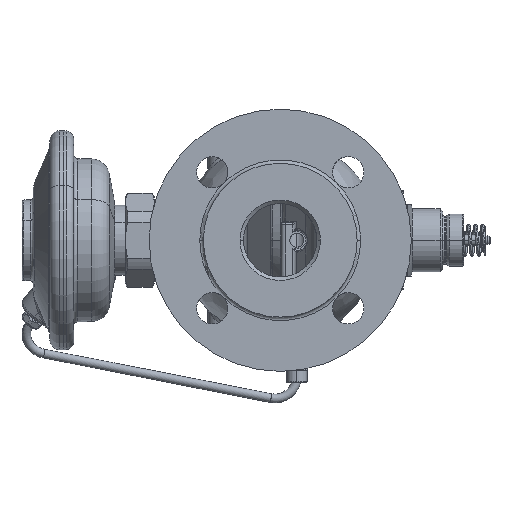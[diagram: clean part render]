
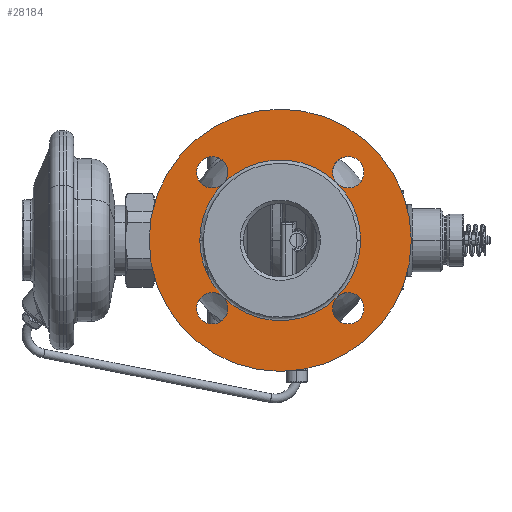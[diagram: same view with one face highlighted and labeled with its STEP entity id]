
A CAD part, left-side view. The second image highlights one B-rep face of the part: STEP entity #28184.
In plain terms, the highlighted planar face has unit normal (-1, 0, 0).
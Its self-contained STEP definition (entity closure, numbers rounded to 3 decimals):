
#6784=CARTESIAN_POINT('',(-98.,-2.909,
38.891));
#6785=DIRECTION('',(-1.,0.,0.));
#6786=DIRECTION('',(0.,0.,1.));
#6787=AXIS2_PLACEMENT_3D('',#6784,#6785,#6786);
#6789=CARTESIAN_POINT('',(-98.,-2.909,
38.891));
#6790=DIRECTION('',(-1.,0.,0.));
#6791=DIRECTION('',(0.,0.,-1.));
#6792=AXIS2_PLACEMENT_3D('',#6789,#6790,#6791);
#6794=CARTESIAN_POINT('',(-98.,-41.8,0.));
#6795=DIRECTION('',(-1.,0.,0.));
#6796=DIRECTION('',(0.,0.707,0.707));
#6797=AXIS2_PLACEMENT_3D('',#6794,#6795,#6796);
#6799=CARTESIAN_POINT('',(-98.,-41.8,0.));
#6800=DIRECTION('',(1.,0.,0.));
#6801=DIRECTION('',(0.,0.707,-0.707));
#6802=AXIS2_PLACEMENT_3D('',#6799,#6800,#6801);
#6804=CARTESIAN_POINT('',(-98.,-2.909,
-38.891));
#6805=DIRECTION('',(-1.,0.,0.));
#6806=DIRECTION('',(0.,-0.707,0.707));
#6807=AXIS2_PLACEMENT_3D('',#6804,#6805,#6806);
#6809=CARTESIAN_POINT('',(-98.,-2.909,
-38.891));
#6810=DIRECTION('',(-1.,0.,0.));
#6811=DIRECTION('',(0.,0.,1.));
#6812=AXIS2_PLACEMENT_3D('',#6809,#6810,#6811);
#6814=CARTESIAN_POINT('',(-98.,-2.909,
-38.891));
#6815=DIRECTION('',(-1.,0.,0.));
#6816=DIRECTION('',(0.,0.,-1.));
#6817=AXIS2_PLACEMENT_3D('',#6814,#6815,#6816);
#6819=CARTESIAN_POINT('',(-98.,-41.8,0.));
#6820=DIRECTION('',(1.,0.,0.));
#6821=DIRECTION('',(0.,-0.707,-0.707));
#6822=AXIS2_PLACEMENT_3D('',#6819,#6820,#6821);
#6824=CARTESIAN_POINT('',(-98.,-80.691,
-38.891));
#6825=DIRECTION('',(-1.,0.,0.));
#6826=DIRECTION('',(0.,0.707,0.707));
#6827=AXIS2_PLACEMENT_3D('',#6824,#6825,#6826);
#6829=CARTESIAN_POINT('',(-98.,-80.691,
-38.891));
#6830=DIRECTION('',(-1.,0.,0.));
#6831=DIRECTION('',(0.,0.,-1.));
#6832=AXIS2_PLACEMENT_3D('',#6829,#6830,#6831);
#6834=CARTESIAN_POINT('',(-98.,-80.691,
-38.891));
#6835=DIRECTION('',(-1.,0.,0.));
#6836=DIRECTION('',(0.,0.,1.));
#6837=AXIS2_PLACEMENT_3D('',#6834,#6835,#6836);
#6839=CARTESIAN_POINT('',(-98.,-41.8,0.));
#6840=DIRECTION('',(1.,0.,0.));
#6841=DIRECTION('',(0.,-1.,0.));
#6842=AXIS2_PLACEMENT_3D('',#6839,#6840,#6841);
#6844=CARTESIAN_POINT('',(-98.,-41.8,0.));
#6845=DIRECTION('',(-1.,0.,0.));
#6846=DIRECTION('',(0.,-1.,0.));
#6847=AXIS2_PLACEMENT_3D('',#6844,#6845,#6846);
#6849=CARTESIAN_POINT('',(-98.,-80.691,
38.891));
#6850=DIRECTION('',(-1.,0.,0.));
#6851=DIRECTION('',(0.,0.707,-0.707));
#6852=AXIS2_PLACEMENT_3D('',#6849,#6850,#6851);
#6854=CARTESIAN_POINT('',(-98.,-80.691,
38.891));
#6855=DIRECTION('',(-1.,0.,0.));
#6856=DIRECTION('',(0.,0.,-1.));
#6857=AXIS2_PLACEMENT_3D('',#6854,#6855,#6856);
#6859=CARTESIAN_POINT('',(-98.,-80.691,
38.891));
#6860=DIRECTION('',(-1.,0.,0.));
#6861=DIRECTION('',(0.,0.,1.));
#6862=AXIS2_PLACEMENT_3D('',#6859,#6860,#6861);
#6864=CARTESIAN_POINT('',(-98.,-41.8,0.));
#6865=DIRECTION('',(-1.,0.,0.));
#6866=DIRECTION('',(0.,-0.707,0.707));
#6867=AXIS2_PLACEMENT_3D('',#6864,#6865,#6866);
#6869=CARTESIAN_POINT('',(-98.,-2.909,
38.891));
#6870=DIRECTION('',(-1.,0.,0.));
#6871=DIRECTION('',(0.,-0.707,-0.707));
#6872=AXIS2_PLACEMENT_3D('',#6869,#6870,#6871);
#6874=CARTESIAN_POINT('',(-98.,-41.8,0.));
#6875=DIRECTION('',(-1.,0.,0.));
#6876=DIRECTION('',(0.,-1.,0.));
#6877=AXIS2_PLACEMENT_3D('',#6874,#6875,#6876);
#6887=CARTESIAN_POINT('',(-98.,-41.8,0.));
#6888=DIRECTION('',(1.,0.,0.));
#6889=DIRECTION('',(0.,-1.,0.));
#6890=AXIS2_PLACEMENT_3D('',#6887,#6888,#6889);
#16407=CARTESIAN_POINT('',(-98.,-87.8,0.));
#16409=VERTEX_POINT('',#16407);
#16410=CARTESIAN_POINT('',(-98.,-116.8,0.));
#16412=VERTEX_POINT('',#16410);
#16449=CARTESIAN_POINT('',(-98.,4.2,0.));
#16451=VERTEX_POINT('',#16449);
#16452=CARTESIAN_POINT('',(-98.,33.2,0.));
#16454=VERTEX_POINT('',#16452);
#16952=CARTESIAN_POINT('',(-98.,-2.909,
47.891));
#16953=CARTESIAN_POINT('',(-98.,-2.909,
29.891));
#16954=VERTEX_POINT('',#16952);
#16955=VERTEX_POINT('',#16953);
#16956=CARTESIAN_POINT('',(-98.,-9.273,
32.527));
#16957=VERTEX_POINT('',#16956);
#16958=CARTESIAN_POINT('',(-98.,-2.909,
-29.891));
#16959=CARTESIAN_POINT('',(-98.,-2.909,
-47.891));
#16960=VERTEX_POINT('',#16958);
#16961=VERTEX_POINT('',#16959);
#16962=CARTESIAN_POINT('',(-98.,-9.273,
-32.527));
#16963=VERTEX_POINT('',#16962);
#16964=CARTESIAN_POINT('',(-98.,-80.691,
-29.891));
#16965=CARTESIAN_POINT('',(-98.,-74.327,
-32.527));
#16966=VERTEX_POINT('',#16964);
#16967=VERTEX_POINT('',#16965);
#16968=CARTESIAN_POINT('',(-98.,-80.691,
-47.891));
#16969=VERTEX_POINT('',#16968);
#16970=CARTESIAN_POINT('',(-98.,-80.691,
47.891));
#16971=CARTESIAN_POINT('',(-98.,-74.327,
32.527));
#16972=VERTEX_POINT('',#16970);
#16973=VERTEX_POINT('',#16971);
#16974=CARTESIAN_POINT('',(-98.,-80.691,
29.891));
#16975=VERTEX_POINT('',#16974);
#28138=CARTESIAN_POINT('',(-98.,-41.8,0.));
#28139=DIRECTION('',(-1.,0.,0.));
#28140=DIRECTION('',(0.,1.,0.));
#28141=AXIS2_PLACEMENT_3D('',#28138,#28139,#28140);
#28142=PLANE('',#28141);
#28144=ORIENTED_EDGE('',*,*,#28143,.F.);
#28146=ORIENTED_EDGE('',*,*,#28145,.T.);
#28147=EDGE_LOOP('',(#28144,#28146));
#28148=FACE_OUTER_BOUND('',#28147,.F.);
#28150=ORIENTED_EDGE('',*,*,#28149,.T.);
#28152=ORIENTED_EDGE('',*,*,#28151,.T.);
#28153=ORIENTED_EDGE('',*,*,#28131,.T.);
#28155=ORIENTED_EDGE('',*,*,#28154,.F.);
#28157=ORIENTED_EDGE('',*,*,#28156,.T.);
#28159=ORIENTED_EDGE('',*,*,#28158,.T.);
#28161=ORIENTED_EDGE('',*,*,#28160,.T.);
#28163=ORIENTED_EDGE('',*,*,#28162,.F.);
#28165=ORIENTED_EDGE('',*,*,#28164,.T.);
#28167=ORIENTED_EDGE('',*,*,#28166,.T.);
#28169=ORIENTED_EDGE('',*,*,#28168,.T.);
#28171=ORIENTED_EDGE('',*,*,#28170,.F.);
#28172=ORIENTED_EDGE('',*,*,#28124,.T.);
#28174=ORIENTED_EDGE('',*,*,#28173,.T.);
#28176=ORIENTED_EDGE('',*,*,#28175,.T.);
#28178=ORIENTED_EDGE('',*,*,#28177,.T.);
#28179=ORIENTED_EDGE('',*,*,#28133,.T.);
#28181=ORIENTED_EDGE('',*,*,#28180,.T.);
#28182=EDGE_LOOP('',(#28150,#28152,#28153,#28155,#28157,#28159,#28161,#28163,
#28165,#28167,#28169,#28171,#28172,#28174,#28176,#28178,#28179,#28181));
#28183=FACE_BOUND('',#28182,.F.);
#28184=ADVANCED_FACE('',(#28148,#28183),#28142,.T.);
#6788=CIRCLE('',#6787,9.);
#6793=CIRCLE('',#6792,9.);
#6798=CIRCLE('',#6797,46.);
#6803=CIRCLE('',#6802,46.);
#6808=CIRCLE('',#6807,9.);
#6813=CIRCLE('',#6812,9.);
#6818=CIRCLE('',#6817,9.);
#6823=CIRCLE('',#6822,46.);
#6828=CIRCLE('',#6827,9.);
#6833=CIRCLE('',#6832,9.);
#6838=CIRCLE('',#6837,9.);
#6843=CIRCLE('',#6842,46.);
#6848=CIRCLE('',#6847,46.);
#6853=CIRCLE('',#6852,9.);
#6858=CIRCLE('',#6857,9.);
#6863=CIRCLE('',#6862,9.);
#6868=CIRCLE('',#6867,46.);
#6873=CIRCLE('',#6872,9.);
#6878=CIRCLE('',#6877,75.);
#6891=CIRCLE('',#6890,75.);
#28124=EDGE_CURVE('',#16409,#16973,#6848,.T.);
#28131=EDGE_CURVE('',#16957,#16451,#6798,.T.);
#28133=EDGE_CURVE('',#16973,#16957,#6868,.T.);
#28143=EDGE_CURVE('',#16412,#16454,#6878,.T.);
#28145=EDGE_CURVE('',#16412,#16454,#6891,.T.);
#28149=EDGE_CURVE('',#16954,#16955,#6788,.T.);
#28151=EDGE_CURVE('',#16955,#16957,#6793,.T.);
#28154=EDGE_CURVE('',#16963,#16451,#6803,.T.);
#28156=EDGE_CURVE('',#16963,#16960,#6808,.T.);
#28158=EDGE_CURVE('',#16960,#16961,#6813,.T.);
#28160=EDGE_CURVE('',#16961,#16963,#6818,.T.);
#28162=EDGE_CURVE('',#16967,#16963,#6823,.T.);
#28164=EDGE_CURVE('',#16967,#16969,#6828,.T.);
#28166=EDGE_CURVE('',#16969,#16966,#6833,.T.);
#28168=EDGE_CURVE('',#16966,#16967,#6838,.T.);
#28170=EDGE_CURVE('',#16409,#16967,#6843,.T.);
#28173=EDGE_CURVE('',#16973,#16975,#6853,.T.);
#28175=EDGE_CURVE('',#16975,#16972,#6858,.T.);
#28177=EDGE_CURVE('',#16972,#16973,#6863,.T.);
#28180=EDGE_CURVE('',#16957,#16954,#6873,.T.);
